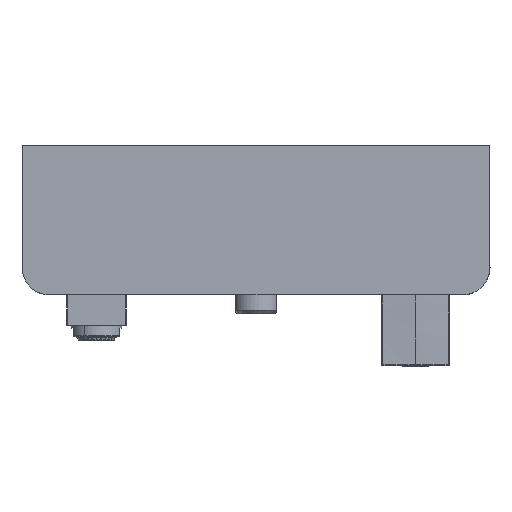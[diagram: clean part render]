
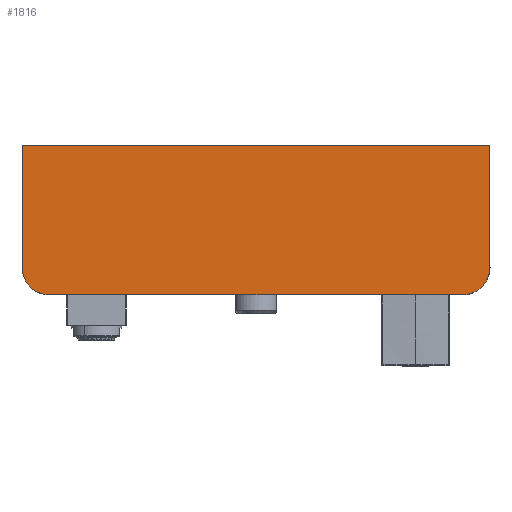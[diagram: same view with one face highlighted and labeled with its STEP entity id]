
A CAD part, left-side view. The second image highlights one B-rep face of the part: STEP entity #1816.
In plain terms, the highlighted planar face has unit normal (-1, 0, 0).
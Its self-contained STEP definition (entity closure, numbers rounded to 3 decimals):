
#896=CARTESIAN_POINT(' ',(-2.,-97.,-35.));
#897=VERTEX_POINT(' ',#896);
#911=CARTESIAN_POINT(' ',(-2.,-97.,-35.));
#916=DIRECTION(' ',(0.,1.,0.));
#921=VECTOR(' ',#916,1.);
#926=LINE('',#911,#921);
#931=CARTESIAN_POINT(' ',(-2.,97.,-35.));
#932=VERTEX_POINT(' ',#931);
#936=EDGE_CURVE(' ',#897,#932,#926,.T.);
#1391=CARTESIAN_POINT(' ',(-2.,-110.,-22.));
#1392=VERTEX_POINT(' ',#1391);
#1411=CARTESIAN_POINT(' ',(-2.,-97.,-22.));
#1416=DIRECTION(' ',(1.,0.,0.));
#1421=DIRECTION(' ',(0.,-1.,0.));
#1426=AXIS2_PLACEMENT_3D(' ',#1411,#1416,#1421);
#1431=CIRCLE('',#1426,13.);
#1436=EDGE_CURVE(' ',#1392,#897,#1431,.T.);
#1551=DIRECTION(' ',(-1.,0.,0.));
#1556=CARTESIAN_POINT(' ',(-2.,-110.,-35.));
#1561=DIRECTION(' ',(0.,0.,1.));
#1566=AXIS2_PLACEMENT_3D(' ',#1556,#1551,#1561);
#1571=PLANE('',#1566);
#1576=CARTESIAN_POINT(' ',(-2.,110.,34.5));
#1581=DIRECTION(' ',(0.,0.,-1.));
#1586=VECTOR(' ',#1581,1.);
#1591=LINE('',#1576,#1586);
#1596=CARTESIAN_POINT(' ',(-2.,110.,34.5));
#1597=VERTEX_POINT(' ',#1596);
#1601=CARTESIAN_POINT(' ',(-2.,110.,-22.));
#1602=VERTEX_POINT(' ',#1601);
#1606=EDGE_CURVE(' ',#1597,#1602,#1591,.T.);
#1611=ORIENTED_EDGE(' ',*,*,#1606,.T.);
#1616=CARTESIAN_POINT(' ',(-2.,97.,-22.));
#1621=DIRECTION(' ',(1.,0.,0.));
#1626=DIRECTION(' ',(0.,0.,-1.));
#1631=AXIS2_PLACEMENT_3D(' ',#1616,#1621,#1626);
#1636=CIRCLE('',#1631,13.);
#1641=EDGE_CURVE(' ',#932,#1602,#1636,.T.);
#1646=ORIENTED_EDGE(' ',*,*,#1641,.F.);
#1651=ORIENTED_EDGE(' ',*,*,#936,.F.);
#1656=ORIENTED_EDGE(' ',*,*,#1436,.F.);
#1661=CARTESIAN_POINT(' ',(-2.,-110.,34.5));
#1666=DIRECTION(' ',(0.,0.,-1.));
#1671=VECTOR(' ',#1666,1.);
#1676=LINE('',#1661,#1671);
#1681=CARTESIAN_POINT(' ',(-2.,-110.,34.5));
#1682=VERTEX_POINT(' ',#1681);
#1686=EDGE_CURVE(' ',#1682,#1392,#1676,.T.);
#1691=ORIENTED_EDGE(' ',*,*,#1686,.F.);
#1696=CARTESIAN_POINT(' ',(-2.,-109.5,34.5));
#1701=DIRECTION(' ',(1.,-0.,0.));
#1706=DIRECTION(' ',(0.,0.,1.));
#1711=AXIS2_PLACEMENT_3D(' ',#1696,#1701,#1706);
#1716=CIRCLE('',#1711,0.5);
#1721=CARTESIAN_POINT(' ',(-2.,-109.5,35.));
#1722=VERTEX_POINT(' ',#1721);
#1726=EDGE_CURVE(' ',#1722,#1682,#1716,.T.);
#1731=ORIENTED_EDGE(' ',*,*,#1726,.F.);
#1736=CARTESIAN_POINT(' ',(-2.,-109.5,35.));
#1741=DIRECTION(' ',(0.,1.,0.));
#1746=VECTOR(' ',#1741,1.);
#1751=LINE('',#1736,#1746);
#1756=CARTESIAN_POINT(' ',(-2.,109.5,35.));
#1757=VERTEX_POINT(' ',#1756);
#1761=EDGE_CURVE(' ',#1722,#1757,#1751,.T.);
#1766=ORIENTED_EDGE(' ',*,*,#1761,.T.);
#1771=CARTESIAN_POINT(' ',(-2.,109.5,34.5));
#1776=DIRECTION(' ',(1.,0.,0.));
#1781=DIRECTION(' ',(0.,1.,0.));
#1786=AXIS2_PLACEMENT_3D(' ',#1771,#1776,#1781);
#1791=CIRCLE('',#1786,0.5);
#1796=EDGE_CURVE(' ',#1597,#1757,#1791,.T.);
#1801=ORIENTED_EDGE(' ',*,*,#1796,.F.);
#1806=EDGE_LOOP(' ',(#1611,#1646,#1651,#1656,#1691,#1731,#1766,#1801));
#1811=FACE_OUTER_BOUND(' ',#1806,.T.);
#1816=ADVANCED_FACE('',(#1811),#1571,.T.);
